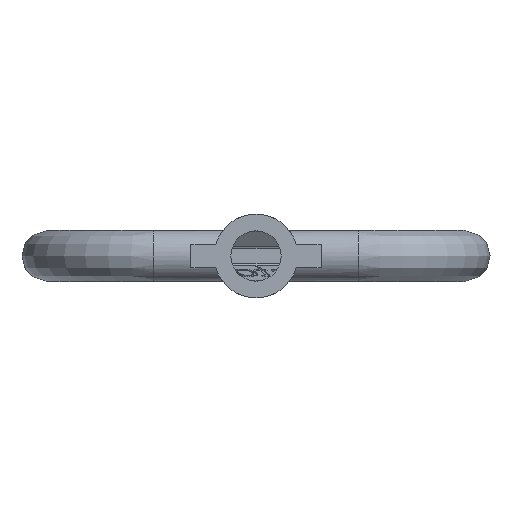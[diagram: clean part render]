
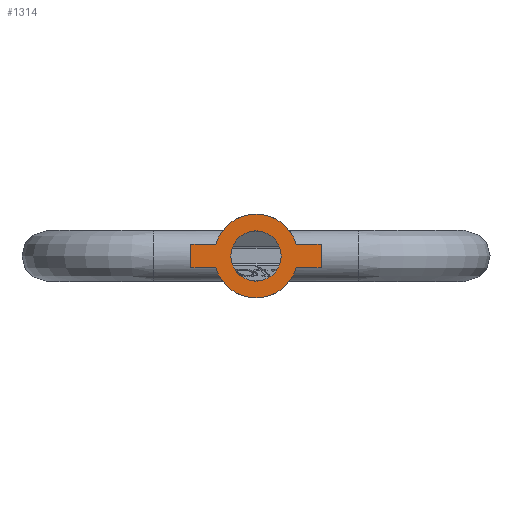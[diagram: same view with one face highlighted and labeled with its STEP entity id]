
A CAD part, front view. The second image highlights one B-rep face of the part: STEP entity #1314.
In plain terms, the highlighted planar face has unit normal (0, -1, 0).
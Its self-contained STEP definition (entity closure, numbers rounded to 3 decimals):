
#59 = EDGE_CURVE ( 'NONE', #6109, #1858, #1757, .T. ) ;
#102 = DIRECTION ( 'NONE',  ( 0., 1., 0. ) ) ;
#179 = EDGE_CURVE ( 'NONE', #1473, #4209, #3239, .T. ) ;
#195 = VERTEX_POINT ( 'NONE', #664 ) ;
#244 = VERTEX_POINT ( 'NONE', #6160 ) ;
#301 = DIRECTION ( 'NONE',  ( 0., 0., 1. ) ) ;
#381 = EDGE_CURVE ( 'NONE', #2767, #195, #3744, .T. ) ;
#384 = CARTESIAN_POINT ( 'NONE',  ( -7., -62.75, 1.25 ) ) ;
#403 = LINE ( 'NONE', #2787, #1617 ) ;
#415 = CARTESIAN_POINT ( 'NONE',  ( 0., -62.75, 0. ) ) ;
#418 = CARTESIAN_POINT ( 'NONE',  ( 7., -62.75, -1.25 ) ) ;
#430 = ORIENTED_EDGE ( 'NONE', *, *, #5525, .F. ) ;
#571 = PLANE ( 'NONE',  #2219 ) ;
#589 = CARTESIAN_POINT ( 'NONE',  ( 7., -62.75, 0. ) ) ;
#664 = CARTESIAN_POINT ( 'NONE',  ( 4.323, -62.75, -1.25 ) ) ;
#680 = ORIENTED_EDGE ( 'NONE', *, *, #3959, .F. ) ;
#821 = EDGE_LOOP ( 'NONE', ( #4343, #4473 ) ) ;
#886 = VERTEX_POINT ( 'NONE', #4127 ) ;
#1117 = VECTOR ( 'NONE', #1863, 1000. ) ;
#1295 = DIRECTION ( 'NONE',  ( 0., 1., 0. ) ) ;
#1306 = AXIS2_PLACEMENT_3D ( 'NONE', #415, #2356, #4283 ) ;
#1314 = ADVANCED_FACE ( 'NONE', ( #4914, #3289 ), #571, .F. ) ;
#1473 = VERTEX_POINT ( 'NONE', #3626 ) ;
#1560 = DIRECTION ( 'NONE',  ( 0., 1., 0. ) ) ;
#1615 = CIRCLE ( 'NONE', #2014, 4.5 ) ;
#1616 = DIRECTION ( 'NONE',  ( 0., -1., 0. ) ) ;
#1617 = VECTOR ( 'NONE', #3601, 1000. ) ;
#1702 = CARTESIAN_POINT ( 'NONE',  ( 0., -62.75, -2.7 ) ) ;
#1710 = CIRCLE ( 'NONE', #1306, 4.5 ) ;
#1725 = CARTESIAN_POINT ( 'NONE',  ( 0., -62.75, -1.25 ) ) ;
#1757 = LINE ( 'NONE', #5647, #4551 ) ;
#1822 = DIRECTION ( 'NONE',  ( 0., 0., 1. ) ) ;
#1858 = VERTEX_POINT ( 'NONE', #3531 ) ;
#1863 = DIRECTION ( 'NONE',  ( 1., 0., 0. ) ) ;
#1912 = DIRECTION ( 'NONE',  ( 0., 0., 1. ) ) ;
#2014 = AXIS2_PLACEMENT_3D ( 'NONE', #3624, #2676, #1912 ) ;
#2024 = ORIENTED_EDGE ( 'NONE', *, *, #3192, .F. ) ;
#2032 = CARTESIAN_POINT ( 'NONE',  ( 0., -62.75, 0. ) ) ;
#2034 = DIRECTION ( 'NONE',  ( 0., 0., 1. ) ) ;
#2125 = CIRCLE ( 'NONE', #5648, 4.5 ) ;
#2219 = AXIS2_PLACEMENT_3D ( 'NONE', #4442, #102, #2034 ) ;
#2263 = ORIENTED_EDGE ( 'NONE', *, *, #4170, .F. ) ;
#2356 = DIRECTION ( 'NONE',  ( 0., 1., 0. ) ) ;
#2385 = ORIENTED_EDGE ( 'NONE', *, *, #2648, .F. ) ;
#2407 = ORIENTED_EDGE ( 'NONE', *, *, #5414, .F. ) ;
#2470 = EDGE_CURVE ( 'NONE', #4621, #886, #4941, .T. ) ;
#2530 = DIRECTION ( 'NONE',  ( 0., 0., -1. ) ) ;
#2648 = EDGE_CURVE ( 'NONE', #4864, #1858, #5084, .T. ) ;
#2676 = DIRECTION ( 'NONE',  ( 0., 1., 0. ) ) ;
#2767 = VERTEX_POINT ( 'NONE', #418 ) ;
#2787 = CARTESIAN_POINT ( 'NONE',  ( 0., -62.75, 1.25 ) ) ;
#2862 = VERTEX_POINT ( 'NONE', #5350 ) ;
#2940 = VERTEX_POINT ( 'NONE', #3000 ) ;
#3000 = CARTESIAN_POINT ( 'NONE',  ( 0., -62.75, -4.5 ) ) ;
#3147 = VECTOR ( 'NONE', #6144, 1000. ) ;
#3168 = ORIENTED_EDGE ( 'NONE', *, *, #4019, .F. ) ;
#3192 = EDGE_CURVE ( 'NONE', #886, #244, #1710, .T. ) ;
#3223 = DIRECTION ( 'NONE',  ( 0., 0., -1. ) ) ;
#3239 = CIRCLE ( 'NONE', #4341, 2.7 ) ;
#3289 = FACE_OUTER_BOUND ( 'NONE', #3425, .T. ) ;
#3353 = CARTESIAN_POINT ( 'NONE',  ( 0., -62.75, 0. ) ) ;
#3425 = EDGE_LOOP ( 'NONE', ( #3446, #2407, #5101, #2385, #3168, #680, #4029, #2263, #430, #2024 ) ) ;
#3446 = ORIENTED_EDGE ( 'NONE', *, *, #2470, .F. ) ;
#3464 = DIRECTION ( 'NONE',  ( 0., 0., 1. ) ) ;
#3531 = CARTESIAN_POINT ( 'NONE',  ( -7., -62.75, -1.25 ) ) ;
#3601 = DIRECTION ( 'NONE',  ( 1., 0., 0. ) ) ;
#3624 = CARTESIAN_POINT ( 'NONE',  ( 0., -62.75, 0. ) ) ;
#3626 = CARTESIAN_POINT ( 'NONE',  ( 0., -62.75, 2.7 ) ) ;
#3744 = LINE ( 'NONE', #4211, #3147 ) ;
#3828 = CARTESIAN_POINT ( 'NONE',  ( -4.323, -62.75, -1.25 ) ) ;
#3839 = AXIS2_PLACEMENT_3D ( 'NONE', #3353, #1295, #1822 ) ;
#3898 = EDGE_CURVE ( 'NONE', #4209, #1473, #4747, .T. ) ;
#3959 = EDGE_CURVE ( 'NONE', #195, #2940, #2125, .T. ) ;
#3988 = LINE ( 'NONE', #589, #4147 ) ;
#4019 = EDGE_CURVE ( 'NONE', #2940, #4864, #1615, .T. ) ;
#4025 = CARTESIAN_POINT ( 'NONE',  ( 0., -62.75, 0. ) ) ;
#4029 = ORIENTED_EDGE ( 'NONE', *, *, #381, .F. ) ;
#4127 = CARTESIAN_POINT ( 'NONE',  ( 0., -62.75, 4.5 ) ) ;
#4147 = VECTOR ( 'NONE', #2530, 1000. ) ;
#4170 = EDGE_CURVE ( 'NONE', #2862, #2767, #3988, .T. ) ;
#4209 = VERTEX_POINT ( 'NONE', #1702 ) ;
#4211 = CARTESIAN_POINT ( 'NONE',  ( 0., -62.75, -1.25 ) ) ;
#4283 = DIRECTION ( 'NONE',  ( 0., 0., 1. ) ) ;
#4341 = AXIS2_PLACEMENT_3D ( 'NONE', #4025, #1616, #301 ) ;
#4343 = ORIENTED_EDGE ( 'NONE', *, *, #3898, .F. ) ;
#4442 = CARTESIAN_POINT ( 'NONE',  ( 0., -62.75, 0. ) ) ;
#4473 = ORIENTED_EDGE ( 'NONE', *, *, #179, .F. ) ;
#4516 = DIRECTION ( 'NONE',  ( -1., 0., 0. ) ) ;
#4534 = CARTESIAN_POINT ( 'NONE',  ( -4.323, -62.75, 1.25 ) ) ;
#4551 = VECTOR ( 'NONE', #3223, 1000. ) ;
#4621 = VERTEX_POINT ( 'NONE', #4534 ) ;
#4747 = CIRCLE ( 'NONE', #6062, 2.7 ) ;
#4864 = VERTEX_POINT ( 'NONE', #3828 ) ;
#4914 = FACE_BOUND ( 'NONE', #821, .T. ) ;
#4941 = CIRCLE ( 'NONE', #3839, 4.5 ) ;
#4942 = DIRECTION ( 'NONE',  ( 0., 0., 1. ) ) ;
#5044 = CARTESIAN_POINT ( 'NONE',  ( 0., -62.75, 1.25 ) ) ;
#5084 = LINE ( 'NONE', #1725, #5347 ) ;
#5101 = ORIENTED_EDGE ( 'NONE', *, *, #59, .T. ) ;
#5347 = VECTOR ( 'NONE', #4516, 1000. ) ;
#5350 = CARTESIAN_POINT ( 'NONE',  ( 7., -62.75, 1.25 ) ) ;
#5414 = EDGE_CURVE ( 'NONE', #6109, #4621, #403, .T. ) ;
#5525 = EDGE_CURVE ( 'NONE', #244, #2862, #6209, .T. ) ;
#5647 = CARTESIAN_POINT ( 'NONE',  ( -7., -62.75, 0. ) ) ;
#5648 = AXIS2_PLACEMENT_3D ( 'NONE', #2032, #1560, #3464 ) ;
#5865 = DIRECTION ( 'NONE',  ( 0., -1., 0. ) ) ;
#6062 = AXIS2_PLACEMENT_3D ( 'NONE', #6220, #5865, #4942 ) ;
#6109 = VERTEX_POINT ( 'NONE', #384 ) ;
#6144 = DIRECTION ( 'NONE',  ( -1., 0., 0. ) ) ;
#6160 = CARTESIAN_POINT ( 'NONE',  ( 4.323, -62.75, 1.25 ) ) ;
#6209 = LINE ( 'NONE', #5044, #1117 ) ;
#6220 = CARTESIAN_POINT ( 'NONE',  ( 0., -62.75, 0. ) ) ;
